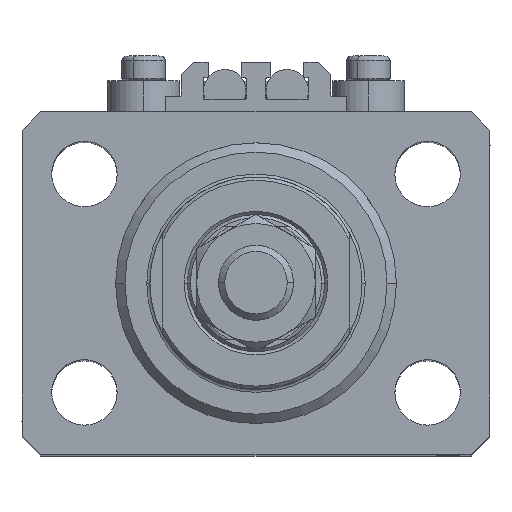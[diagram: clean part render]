
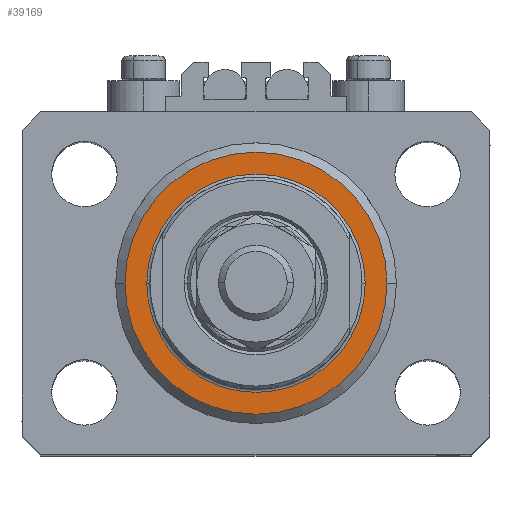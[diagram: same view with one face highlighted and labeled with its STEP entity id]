
A CAD part, top view. The second image highlights one B-rep face of the part: STEP entity #39169.
In plain terms, the highlighted face is planar.
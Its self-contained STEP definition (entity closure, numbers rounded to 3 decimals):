
#1230 = CIRCLE ( 'NONE', #29344, 21. ) ;
#1233 = FACE_BOUND ( 'NONE', #43857, .T. ) ;
#1320 = AXIS2_PLACEMENT_3D ( 'NONE', #16824, #8300, #32168 ) ;
#2993 = DIRECTION ( 'NONE',  ( 1., 0., 0. ) ) ;
#8207 = DIRECTION ( 'NONE',  ( 0., 0., 1. ) ) ;
#8300 = DIRECTION ( 'NONE',  ( 0., 0., 1. ) ) ;
#9612 = EDGE_CURVE ( 'NONE', #35238, #28367, #47503, .T. ) ;
#11827 = CARTESIAN_POINT ( 'NONE',  ( -17.5, 0., 0. ) ) ;
#12207 = AXIS2_PLACEMENT_3D ( 'NONE', #25867, #37466, #2993 ) ;
#12646 = DIRECTION ( 'NONE',  ( 1., 0., 0. ) ) ;
#12936 = CARTESIAN_POINT ( 'NONE',  ( 21., 0., 0. ) ) ;
#13352 = VERTEX_POINT ( 'NONE', #11827 ) ;
#16824 = CARTESIAN_POINT ( 'NONE',  ( 0., 0., 0. ) ) ;
#17787 = CARTESIAN_POINT ( 'NONE',  ( -21., 0., 0. ) ) ;
#19702 = CARTESIAN_POINT ( 'NONE',  ( 0., 0., 0. ) ) ;
#20183 = DIRECTION ( 'NONE',  ( 0., 0., 1. ) ) ;
#20353 = EDGE_CURVE ( 'NONE', #45727, #13352, #28932, .T. ) ;
#23503 = ORIENTED_EDGE ( 'NONE', *, *, #42661, .T. ) ;
#23539 = DIRECTION ( 'NONE',  ( 1., 0., 0. ) ) ;
#24127 = AXIS2_PLACEMENT_3D ( 'NONE', #19702, #20183, #12646 ) ;
#25867 = CARTESIAN_POINT ( 'NONE',  ( 0., 0., 0. ) ) ;
#28136 = FACE_OUTER_BOUND ( 'NONE', #44883, .T. ) ;
#28367 = VERTEX_POINT ( 'NONE', #17787 ) ;
#28571 = DIRECTION ( 'NONE',  ( 0., 0., -1. ) ) ;
#28932 = CIRCLE ( 'NONE', #24127, 17.5 ) ;
#29344 = AXIS2_PLACEMENT_3D ( 'NONE', #47680, #28571, #48428 ) ;
#29929 = CIRCLE ( 'NONE', #33960, 17.5 ) ;
#31100 = CARTESIAN_POINT ( 'NONE',  ( 0., 0., 0. ) ) ;
#32168 = DIRECTION ( 'NONE',  ( 1., 0., 0. ) ) ;
#33960 = AXIS2_PLACEMENT_3D ( 'NONE', #31100, #8207, #23539 ) ;
#35238 = VERTEX_POINT ( 'NONE', #12936 ) ;
#37466 = DIRECTION ( 'NONE',  ( 0., 0., -1. ) ) ;
#38915 = ORIENTED_EDGE ( 'NONE', *, *, #20353, .T. ) ;
#39169 = ADVANCED_FACE ( 'NONE', ( #1233, #28136 ), #43482, .F. ) ;
#42661 = EDGE_CURVE ( 'NONE', #13352, #45727, #29929, .T. ) ;
#43482 = PLANE ( 'NONE',  #1320 ) ;
#43660 = ORIENTED_EDGE ( 'NONE', *, *, #49710, .T. ) ;
#43857 = EDGE_LOOP ( 'NONE', ( #38915, #23503 ) ) ;
#44883 = EDGE_LOOP ( 'NONE', ( #47916, #43660 ) ) ;
#45727 = VERTEX_POINT ( 'NONE', #48126 ) ;
#47503 = CIRCLE ( 'NONE', #12207, 21. ) ;
#47680 = CARTESIAN_POINT ( 'NONE',  ( 0., 0., 0. ) ) ;
#47916 = ORIENTED_EDGE ( 'NONE', *, *, #9612, .T. ) ;
#48126 = CARTESIAN_POINT ( 'NONE',  ( 17.5, 0., 0. ) ) ;
#48428 = DIRECTION ( 'NONE',  ( 1., 0., 0. ) ) ;
#49710 = EDGE_CURVE ( 'NONE', #28367, #35238, #1230, .T. ) ;
